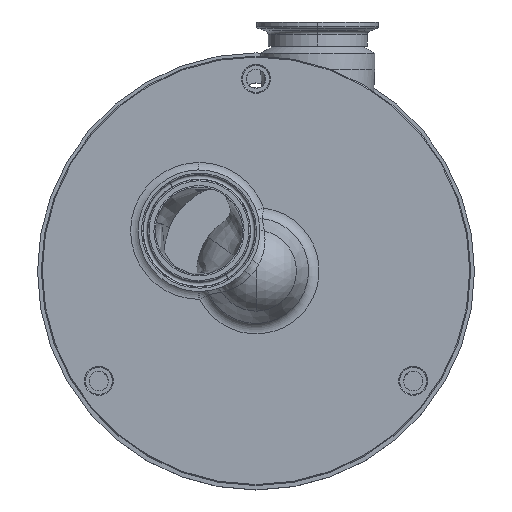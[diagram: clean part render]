
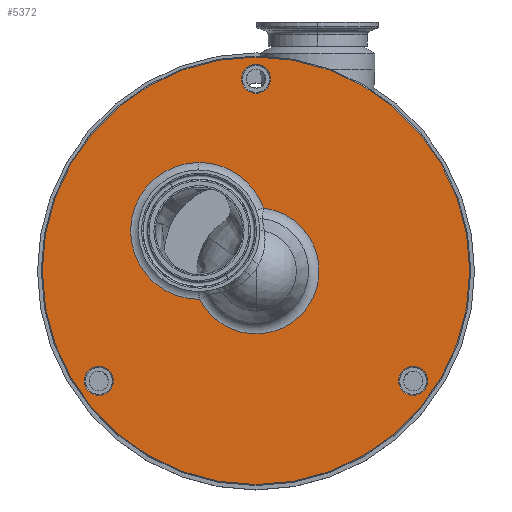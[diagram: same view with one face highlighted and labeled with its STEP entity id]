
A CAD part, top view. The second image highlights one B-rep face of the part: STEP entity #5372.
In plain terms, the highlighted planar face has unit normal (0, 0, 1).
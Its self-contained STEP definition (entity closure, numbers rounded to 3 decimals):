
#335 = DIRECTION ( 'NONE',  ( 0., 1., 0. ) ) ;
#342 = DIRECTION ( 'NONE',  ( 0., 1., 0. ) ) ;
#1021 = CARTESIAN_POINT ( 'NONE',  ( 0., 0., 36.875 ) ) ;
#1130 = VERTEX_POINT ( 'NONE', #16495 ) ;
#1367 = EDGE_LOOP ( 'NONE', ( #15433, #23037 ) ) ;
#1439 = DIRECTION ( 'NONE',  ( 0., 1., 0. ) ) ;
#1474 = DIRECTION ( 'NONE',  ( 0., 0., -1. ) ) ;
#1704 = CIRCLE ( 'NONE', #20863, 36. ) ;
#1723 = CIRCLE ( 'NONE', #22112, 7.644 ) ;
#1758 = AXIS2_PLACEMENT_3D ( 'NONE', #2048, #5815, #25781 ) ;
#1805 = VERTEX_POINT ( 'NONE', #18940 ) ;
#2048 = CARTESIAN_POINT ( 'NONE',  ( 82.734, -57.931, 36.875 ) ) ;
#2211 = ORIENTED_EDGE ( 'NONE', *, *, #19908, .T. ) ;
#2876 = CIRCLE ( 'NONE', #6596, 36. ) ;
#3840 = EDGE_CURVE ( 'NONE', #6980, #1130, #4490, .T. ) ;
#4052 = CARTESIAN_POINT ( 'NONE',  ( -30., 21., 36.875 ) ) ;
#4329 = DIRECTION ( 'NONE',  ( 0., 0., -1. ) ) ;
#4490 = CIRCLE ( 'NONE', #9052, 7.644 ) ;
#4785 = DIRECTION ( 'NONE',  ( 0., 1., 0. ) ) ;
#5000 = EDGE_LOOP ( 'NONE', ( #24775, #9891 ) ) ;
#5056 = DIRECTION ( 'NONE',  ( 0., 0., -1. ) ) ;
#5176 = CARTESIAN_POINT ( 'NONE',  ( -82.734, -57.931, 36.875 ) ) ;
#5372 = ADVANCED_FACE ( 'NONE', ( #25686, #7677, #19312, #13690, #13826 ), #5715, .F. ) ;
#5422 = CARTESIAN_POINT ( 'NONE',  ( -82.734, -57.931, 36.875 ) ) ;
#5713 = CARTESIAN_POINT ( 'NONE',  ( 0., 101., 36.875 ) ) ;
#5715 = PLANE ( 'NONE',  #14504 ) ;
#5815 = DIRECTION ( 'NONE',  ( 0., 0., -1. ) ) ;
#5897 = CIRCLE ( 'NONE', #16758, 7.644 ) ;
#5914 = CIRCLE ( 'NONE', #1758, 7.644 ) ;
#5986 = VERTEX_POINT ( 'NONE', #6404 ) ;
#6275 = DIRECTION ( 'NONE',  ( 0., 1., 0. ) ) ;
#6328 = CIRCLE ( 'NONE', #9242, 36. ) ;
#6359 = CIRCLE ( 'NONE', #23865, 7.644 ) ;
#6404 = CARTESIAN_POINT ( 'NONE',  ( -82.734, -65.575, 36.875 ) ) ;
#6467 = VERTEX_POINT ( 'NONE', #21128 ) ;
#6479 = DIRECTION ( 'NONE',  ( 0., 0., 1. ) ) ;
#6571 = CARTESIAN_POINT ( 'NONE',  ( -29.645, -14.998, 36.875 ) ) ;
#6596 = AXIS2_PLACEMENT_3D ( 'NONE', #13345, #1474, #9405 ) ;
#6772 = DIRECTION ( 'NONE',  ( 0., 1., 0. ) ) ;
#6980 = VERTEX_POINT ( 'NONE', #10232 ) ;
#7023 = CIRCLE ( 'NONE', #9519, 112.5 ) ;
#7061 = CARTESIAN_POINT ( 'NONE',  ( 0., 93.356, 36.875 ) ) ;
#7474 = EDGE_LOOP ( 'NONE', ( #19181, #2211, #24730, #23411 ) ) ;
#7634 = DIRECTION ( 'NONE',  ( 0., 0., -1. ) ) ;
#7677 = FACE_BOUND ( 'NONE', #13386, .T. ) ;
#7759 = CARTESIAN_POINT ( 'NONE',  ( -30., 57., 36.875 ) ) ;
#7932 = DIRECTION ( 'NONE',  ( 0., 1., 0. ) ) ;
#7973 = CARTESIAN_POINT ( 'NONE',  ( 82.734, -57.931, 36.875 ) ) ;
#8823 = CARTESIAN_POINT ( 'NONE',  ( 3.945, 32.988, 36.875 ) ) ;
#9051 = CARTESIAN_POINT ( 'NONE',  ( -30., -15., 36.875 ) ) ;
#9052 = AXIS2_PLACEMENT_3D ( 'NONE', #7973, #13725, #25601 ) ;
#9192 = VERTEX_POINT ( 'NONE', #7759 ) ;
#9242 = AXIS2_PLACEMENT_3D ( 'NONE', #19527, #21726, #18082 ) ;
#9405 = DIRECTION ( 'NONE',  ( 0., 1., 0. ) ) ;
#9519 = AXIS2_PLACEMENT_3D ( 'NONE', #13513, #18195, #335 ) ;
#9891 = ORIENTED_EDGE ( 'NONE', *, *, #12533, .T. ) ;
#10185 = EDGE_CURVE ( 'NONE', #9192, #18933, #1704, .T. ) ;
#10232 = CARTESIAN_POINT ( 'NONE',  ( 82.734, -65.575, 36.875 ) ) ;
#10524 = AXIS2_PLACEMENT_3D ( 'NONE', #1021, #5056, #13015 ) ;
#11699 = DIRECTION ( 'NONE',  ( 0., 0., -1. ) ) ;
#11939 = VERTEX_POINT ( 'NONE', #7061 ) ;
#12533 = EDGE_CURVE ( 'NONE', #20293, #11939, #5897, .T. ) ;
#12641 = DIRECTION ( 'NONE',  ( 0., 0., -1. ) ) ;
#13015 = DIRECTION ( 'NONE',  ( 0., 1., 0. ) ) ;
#13052 = EDGE_CURVE ( 'NONE', #1130, #6980, #5914, .T. ) ;
#13095 = EDGE_CURVE ( 'NONE', #13188, #9192, #6328, .T. ) ;
#13188 = VERTEX_POINT ( 'NONE', #9051 ) ;
#13345 = CARTESIAN_POINT ( 'NONE',  ( -30., 21., 36.875 ) ) ;
#13386 = EDGE_LOOP ( 'NONE', ( #24807, #22396 ) ) ;
#13513 = CARTESIAN_POINT ( 'NONE',  ( 0., 0., 36.875 ) ) ;
#13690 = FACE_OUTER_BOUND ( 'NONE', #17065, .T. ) ;
#13725 = DIRECTION ( 'NONE',  ( 0., 0., -1. ) ) ;
#13826 = FACE_BOUND ( 'NONE', #7474, .T. ) ;
#14331 = ORIENTED_EDGE ( 'NONE', *, *, #19379, .T. ) ;
#14496 = ORIENTED_EDGE ( 'NONE', *, *, #22326, .T. ) ;
#14504 = AXIS2_PLACEMENT_3D ( 'NONE', #17729, #23728, #1439 ) ;
#14580 = CARTESIAN_POINT ( 'NONE',  ( 0., 101., 36.875 ) ) ;
#14725 = VERTEX_POINT ( 'NONE', #6571 ) ;
#15433 = ORIENTED_EDGE ( 'NONE', *, *, #3840, .T. ) ;
#16146 = EDGE_CURVE ( 'NONE', #5986, #1805, #20709, .T. ) ;
#16495 = CARTESIAN_POINT ( 'NONE',  ( 82.734, -50.287, 36.875 ) ) ;
#16758 = AXIS2_PLACEMENT_3D ( 'NONE', #5713, #25816, #7932 ) ;
#17065 = EDGE_LOOP ( 'NONE', ( #14496, #14331 ) ) ;
#17454 = EDGE_CURVE ( 'NONE', #11939, #20293, #6359, .T. ) ;
#17593 = EDGE_CURVE ( 'NONE', #18933, #14725, #18451, .T. ) ;
#17729 = CARTESIAN_POINT ( 'NONE',  ( 0., -113., 36.875 ) ) ;
#17778 = CARTESIAN_POINT ( 'NONE',  ( 0., -112.5, 36.875 ) ) ;
#18082 = DIRECTION ( 'NONE',  ( 0., 1., 0. ) ) ;
#18191 = AXIS2_PLACEMENT_3D ( 'NONE', #5176, #11699, #342 ) ;
#18195 = DIRECTION ( 'NONE',  ( 0., 0., 1. ) ) ;
#18451 = CIRCLE ( 'NONE', #10524, 33.223 ) ;
#18933 = VERTEX_POINT ( 'NONE', #8823 ) ;
#18940 = CARTESIAN_POINT ( 'NONE',  ( -82.734, -50.287, 36.875 ) ) ;
#19169 = AXIS2_PLACEMENT_3D ( 'NONE', #22651, #6479, #4785 ) ;
#19181 = ORIENTED_EDGE ( 'NONE', *, *, #17593, .T. ) ;
#19312 = FACE_BOUND ( 'NONE', #5000, .T. ) ;
#19379 = EDGE_CURVE ( 'NONE', #24713, #6467, #7023, .T. ) ;
#19527 = CARTESIAN_POINT ( 'NONE',  ( -30., 21., 36.875 ) ) ;
#19908 = EDGE_CURVE ( 'NONE', #14725, #13188, #2876, .T. ) ;
#20293 = VERTEX_POINT ( 'NONE', #23111 ) ;
#20583 = DIRECTION ( 'NONE',  ( 0., 1., 0. ) ) ;
#20709 = CIRCLE ( 'NONE', #18191, 7.644 ) ;
#20863 = AXIS2_PLACEMENT_3D ( 'NONE', #4052, #4329, #6275 ) ;
#21128 = CARTESIAN_POINT ( 'NONE',  ( 0., 112.5, 36.875 ) ) ;
#21726 = DIRECTION ( 'NONE',  ( 0., 0., -1. ) ) ;
#22112 = AXIS2_PLACEMENT_3D ( 'NONE', #5422, #7634, #6772 ) ;
#22326 = EDGE_CURVE ( 'NONE', #6467, #24713, #23759, .T. ) ;
#22396 = ORIENTED_EDGE ( 'NONE', *, *, #24106, .T. ) ;
#22651 = CARTESIAN_POINT ( 'NONE',  ( 0., 0., 36.875 ) ) ;
#23037 = ORIENTED_EDGE ( 'NONE', *, *, #13052, .T. ) ;
#23111 = CARTESIAN_POINT ( 'NONE',  ( 0., 108.644, 36.875 ) ) ;
#23411 = ORIENTED_EDGE ( 'NONE', *, *, #10185, .T. ) ;
#23728 = DIRECTION ( 'NONE',  ( 0., 0., -1. ) ) ;
#23759 = CIRCLE ( 'NONE', #19169, 112.5 ) ;
#23865 = AXIS2_PLACEMENT_3D ( 'NONE', #14580, #12641, #20583 ) ;
#24106 = EDGE_CURVE ( 'NONE', #1805, #5986, #1723, .T. ) ;
#24713 = VERTEX_POINT ( 'NONE', #17778 ) ;
#24730 = ORIENTED_EDGE ( 'NONE', *, *, #13095, .T. ) ;
#24775 = ORIENTED_EDGE ( 'NONE', *, *, #17454, .T. ) ;
#24807 = ORIENTED_EDGE ( 'NONE', *, *, #16146, .T. ) ;
#25601 = DIRECTION ( 'NONE',  ( 0., 1., 0. ) ) ;
#25686 = FACE_BOUND ( 'NONE', #1367, .T. ) ;
#25781 = DIRECTION ( 'NONE',  ( 0., 1., 0. ) ) ;
#25816 = DIRECTION ( 'NONE',  ( 0., 0., -1. ) ) ;
